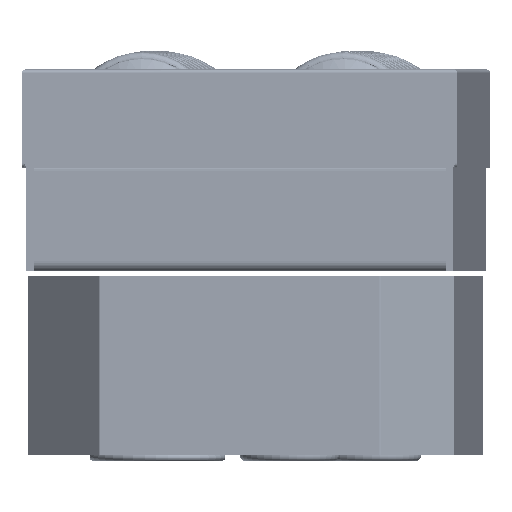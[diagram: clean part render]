
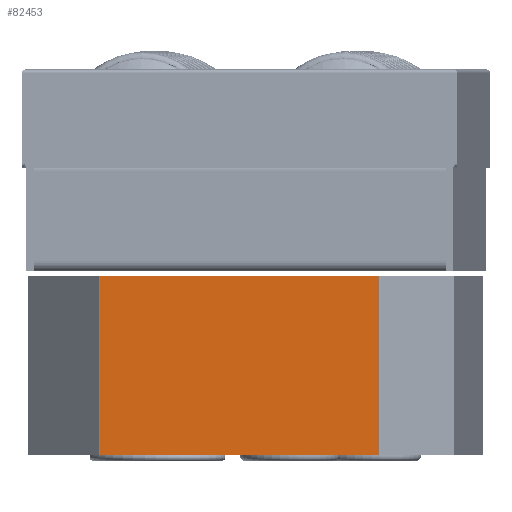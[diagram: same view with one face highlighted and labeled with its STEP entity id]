
A CAD part, left-side view. The second image highlights one B-rep face of the part: STEP entity #82453.
In plain terms, the highlighted planar face has unit normal (-1, 0.018, 0).
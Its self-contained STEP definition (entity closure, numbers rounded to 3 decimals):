
#2010=PLANE('',#87035);
#3975=LINE('',#125061,#9200);
#3976=LINE('',#125064,#9201);
#3977=LINE('',#125066,#9202);
#3978=LINE('',#125067,#9203);
#9200=VECTOR('',#98562,10.);
#9201=VECTOR('',#98565,10.);
#9202=VECTOR('',#98566,10.);
#9203=VECTOR('',#98567,10.);
#15238=FACE_OUTER_BOUND('',#19592,.T.);
#19592=EDGE_LOOP('',(#52610,#52611,#52612,#52613));
#30888=VERTEX_POINT('',#125057);
#30889=VERTEX_POINT('',#125059);
#30890=VERTEX_POINT('',#125063);
#30891=VERTEX_POINT('',#125065);
#39404=EDGE_CURVE('',#30888,#30889,#3975,.T.);
#39405=EDGE_CURVE('',#30890,#30888,#3976,.T.);
#39406=EDGE_CURVE('',#30891,#30889,#3977,.T.);
#39407=EDGE_CURVE('',#30890,#30891,#3978,.T.);
#52610=ORIENTED_EDGE('',*,*,#39405,.T.);
#52611=ORIENTED_EDGE('',*,*,#39404,.T.);
#52612=ORIENTED_EDGE('',*,*,#39406,.F.);
#52613=ORIENTED_EDGE('',*,*,#39407,.F.);
#82453=ADVANCED_FACE('',(#15238),#2010,.T.);
#87035=AXIS2_PLACEMENT_3D('',#125062,#98563,#98564);
#98562=DIRECTION('',(0.,0.,1.));
#98563=DIRECTION('center_axis',(-1.,0.017,0.));
#98564=DIRECTION('ref_axis',(-0.017,-1.,0.));
#98565=DIRECTION('',(-0.017,-1.,0.));
#98566=DIRECTION('',(-0.017,-1.,0.));
#98567=DIRECTION('',(0.,0.,1.));
#125057=CARTESIAN_POINT('',(-394.144,-50.515,-37.25));
#125059=CARTESIAN_POINT('',(-394.144,-50.515,39.25));
#125061=CARTESIAN_POINT('',(-394.144,-50.515,-37.25));
#125062=CARTESIAN_POINT('Origin',(-392.064,68.638,-37.25));
#125063=CARTESIAN_POINT('',(-392.064,68.638,-37.25));
#125064=CARTESIAN_POINT('',(-392.064,68.638,-37.25));
#125065=CARTESIAN_POINT('',(-392.064,68.638,39.25));
#125066=CARTESIAN_POINT('',(-392.064,68.638,39.25));
#125067=CARTESIAN_POINT('',(-392.064,68.638,-37.25));
